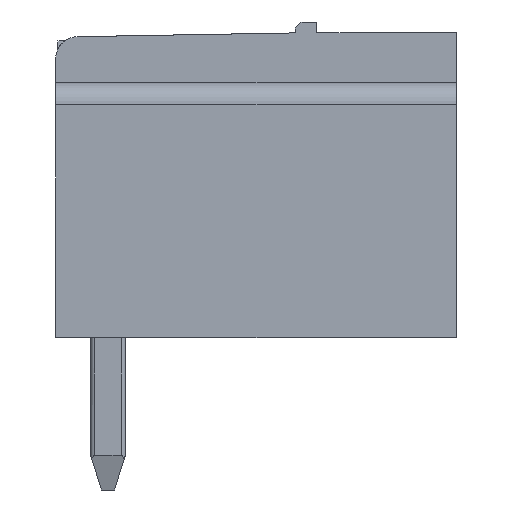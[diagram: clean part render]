
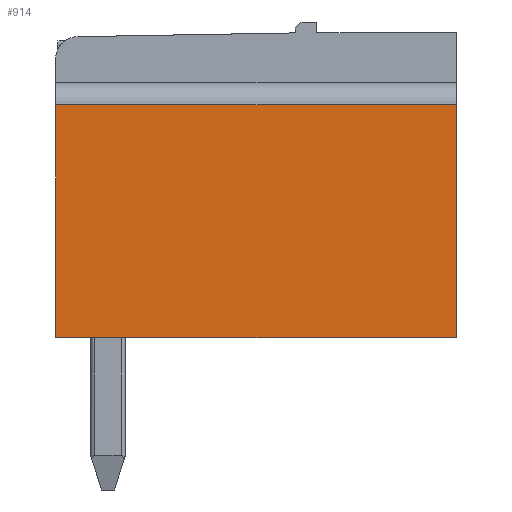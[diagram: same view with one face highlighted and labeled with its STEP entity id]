
A CAD part, left-side view. The second image highlights one B-rep face of the part: STEP entity #914.
In plain terms, the highlighted planar face has unit normal (-1, 0, 0).
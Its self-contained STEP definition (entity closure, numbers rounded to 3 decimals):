
#914=ADVANCED_FACE('',(#2074),#1549,.T.);
#1549=PLANE('',#12742);
#2074=FACE_OUTER_BOUND('',#2734,.T.);
#2734=EDGE_LOOP('',(#4498,#4499,#4500,#4501));
#4498=ORIENTED_EDGE('',*,*,#8447,.T.);
#4499=ORIENTED_EDGE('',*,*,#8763,.T.);
#4500=ORIENTED_EDGE('',*,*,#8461,.T.);
#4501=ORIENTED_EDGE('',*,*,#8325,.T.);
#7125=VERTEX_POINT('',#17529);
#7126=VERTEX_POINT('',#17531);
#7239=VERTEX_POINT('',#17768);
#7244=VERTEX_POINT('',#17789);
#8325=EDGE_CURVE('',#7126,#7125,#10024,.T.);
#8447=EDGE_CURVE('',#7125,#7239,#10126,.T.);
#8461=EDGE_CURVE('',#7244,#7126,#10137,.T.);
#8763=EDGE_CURVE('',#7239,#7244,#10406,.T.);
#10024=LINE('',#17530,#11400);
#10126=LINE('',#17769,#11502);
#10137=LINE('',#17788,#11513);
#10406=LINE('',#18405,#11782);
#11400=VECTOR('',#13805,1.);
#11502=VECTOR('',#13953,1.);
#11513=VECTOR('',#13972,1.);
#11782=VECTOR('',#14567,1.);
#12742=AXIS2_PLACEMENT_3D('',#18406,#14568,#14569);
#13805=DIRECTION('',(0.,-1.,0.));
#13953=DIRECTION('',(0.,0.,1.));
#13972=DIRECTION('',(0.,0.,-1.));
#14567=DIRECTION('',(0.,1.,0.));
#14568=DIRECTION('',(-1.,0.,0.));
#14569=DIRECTION('',(0.,0.,-1.));
#17529=CARTESIAN_POINT('',(-4.8,8.9,3.5));
#17530=CARTESIAN_POINT('',(-4.8,18.1,3.5));
#17531=CARTESIAN_POINT('',(-4.8,18.1,3.5));
#17768=CARTESIAN_POINT('',(-4.8,8.9,8.85));
#17769=CARTESIAN_POINT('',(-4.8,8.9,3.5));
#17788=CARTESIAN_POINT('',(-4.8,18.1,9.35));
#17789=CARTESIAN_POINT('',(-4.8,18.1,8.85));
#18405=CARTESIAN_POINT('',(-4.8,18.1,8.85));
#18406=CARTESIAN_POINT('',(-4.8,8.9,3.5));
